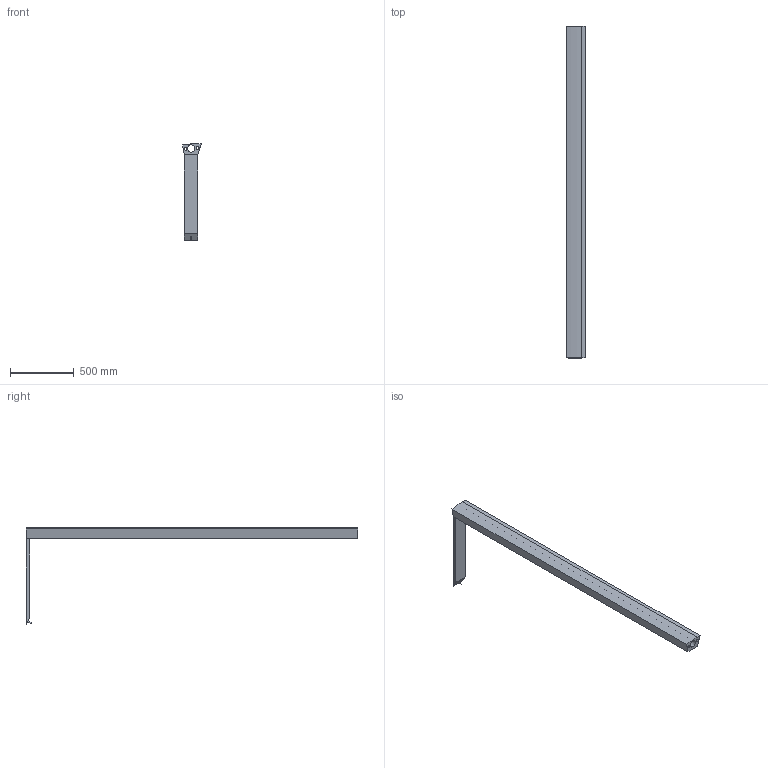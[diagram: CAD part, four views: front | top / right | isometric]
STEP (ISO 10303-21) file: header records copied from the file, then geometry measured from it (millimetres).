
FILE_DESCRIPTION (( 'STEP AP203' ), '1' );
FILE_NAME ('rack_项 箪铍鬣龛㥮sldprt.STEP', '2021-08-04T12:51:15', ( '' ), ( '' ), 'SwSTEP 2.0', 'SolidWorks 2021', '' );
FILE_SCHEMA (( 'CONFIG_CONTROL_DESIGN' ));
Length unit declared in the file: millimetre
Products named in the file (1): rack_项 箪铍鬣龛㥮sldprt
Bounding box: 149.81 x 2600 x 757.58 mm (x, y, z)
Volume: 21574026.6 mm3; surface area: 2125381.7 mm2
Topology: 1 solids, 1 shells, 20 faces, 49 edges, 32 vertices
Faces by surface type: cylinder 10, plane 10
Entity records: 686 total; most frequent: DIRECTION 111, CARTESIAN_POINT 102, ORIENTED_EDGE 98, EDGE_CURVE 49, AXIS2_PLACEMENT_3D 41, VERTEX_POINT 32, LINE 29, VECTOR 29
